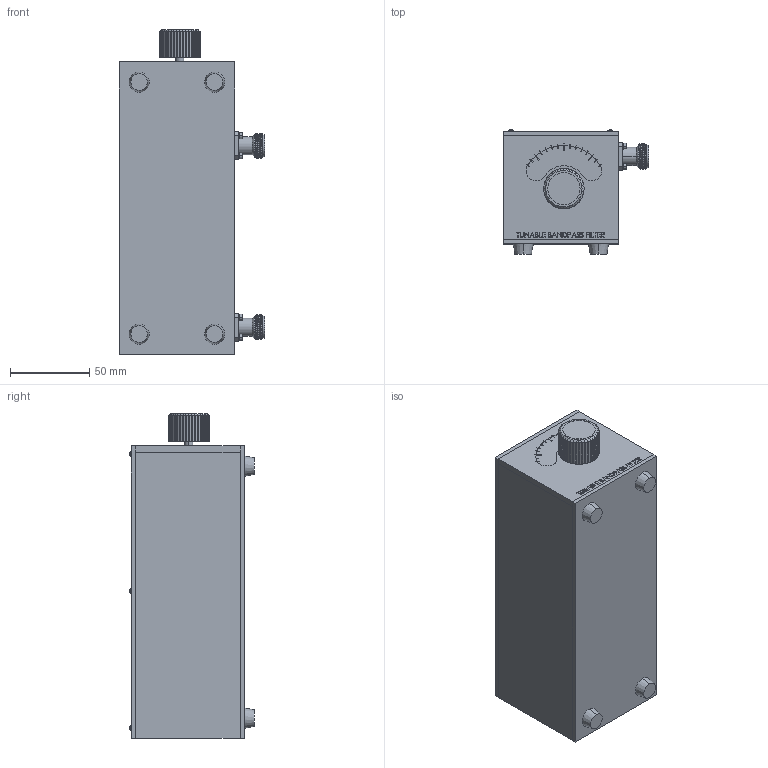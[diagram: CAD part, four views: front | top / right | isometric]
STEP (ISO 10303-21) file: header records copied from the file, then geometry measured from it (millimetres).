
FILE_DESCRIPTION (( 'STEP AP214' ), '1' );
FILE_NAME ('SBPF-1500-3000-05-N_3D.step', '2025-01-17T15:42:45', ( '' ), ( '' ), 'SwSTEP 2.0', 'SolidWorks 2022', '' );
FILE_SCHEMA (( 'AUTOMOTIVE_DESIGN' ));
Length unit declared in the file: inch
Products named in the file (1): SBPF-1500-3000-05-N_3D
Bounding box: 91.96 x 78.43 x 204.47 mm (x, y, z)
Volume: 970964.5 mm3; surface area: 70415.5 mm2
Topology: 2 solids, 3 shells, 1055 faces, 2708 edges, 1740 vertices
Faces by surface type: plane 669, cylinder 146, cone 128, bspline 112
Entity records: 41084 total; most frequent: CARTESIAN_POINT 16529, ORIENTED_EDGE 5416, DIRECTION 4550, EDGE_CURVE 2708, VERTEX_POINT 1740, VECTOR 1672, LINE 1672, AXIS2_PLACEMENT_3D 1439
